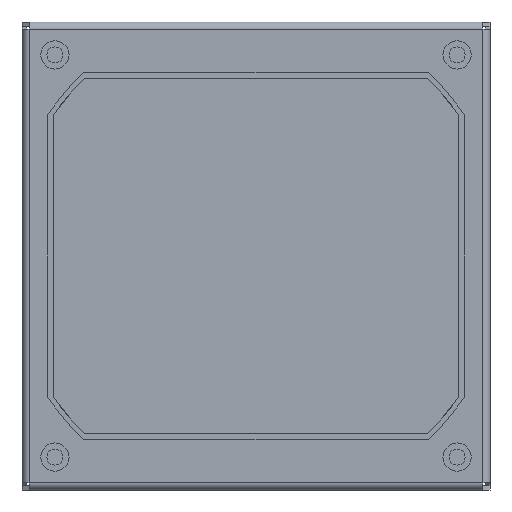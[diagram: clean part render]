
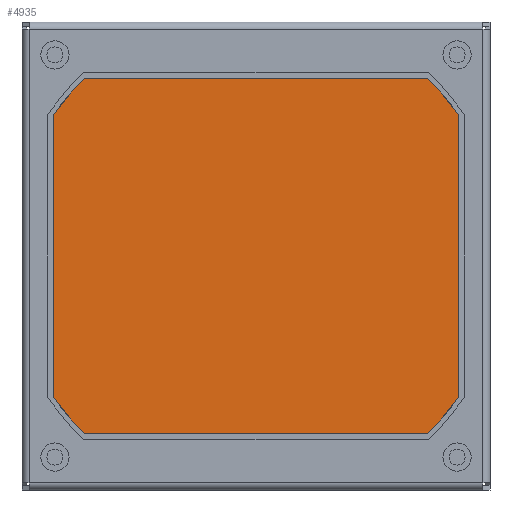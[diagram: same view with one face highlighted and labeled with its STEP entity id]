
A CAD part, front view. The second image highlights one B-rep face of the part: STEP entity #4935.
In plain terms, the highlighted planar face has unit normal (0, -1, 0).
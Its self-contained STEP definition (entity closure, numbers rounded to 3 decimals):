
#4396=DIRECTION('',(-1.,0.,0.));
#4397=VECTOR('',#4396,187.);
#4398=CARTESIAN_POINT('',(93.5,0.,93.5));
#4399=LINE('',#4398,#4397);
#4472=DIRECTION('',(1.,0.,0.));
#4473=VECTOR('',#4472,187.);
#4474=CARTESIAN_POINT('',(-93.5,0.,-93.5));
#4475=LINE('',#4474,#4473);
#4512=DIRECTION('',(0.,0.,1.));
#4513=VECTOR('',#4512,187.);
#4514=CARTESIAN_POINT('',(93.5,0.,-93.5));
#4515=LINE('',#4514,#4513);
#4692=DIRECTION('',(0.,0.,-1.));
#4693=VECTOR('',#4692,187.);
#4694=CARTESIAN_POINT('',(-93.5,0.,93.5));
#4695=LINE('',#4694,#4693);
#4808=CARTESIAN_POINT('',(93.5,0.,93.5));
#4809=CARTESIAN_POINT('',(-93.5,0.,93.5));
#4810=VERTEX_POINT('',#4808);
#4811=VERTEX_POINT('',#4809);
#4812=CARTESIAN_POINT('',(93.5,0.,-93.5));
#4813=VERTEX_POINT('',#4812);
#4814=CARTESIAN_POINT('',(-93.5,0.,-93.5));
#4815=VERTEX_POINT('',#4814);
#4920=CARTESIAN_POINT('',(0.,0.,0.));
#4921=DIRECTION('',(0.,1.,0.));
#4922=DIRECTION('',(1.,0.,0.));
#4923=AXIS2_PLACEMENT_3D('',#4920,#4921,#4922);
#4924=PLANE('',#4923);
#4926=ORIENTED_EDGE('',*,*,#4925,.F.);
#4928=ORIENTED_EDGE('',*,*,#4927,.F.);
#4930=ORIENTED_EDGE('',*,*,#4929,.F.);
#4932=ORIENTED_EDGE('',*,*,#4931,.F.);
#4933=EDGE_LOOP('',(#4926,#4928,#4930,#4932));
#4934=FACE_OUTER_BOUND('',#4933,.F.);
#4925=EDGE_CURVE('',#4810,#4811,#4399,.T.);
#4927=EDGE_CURVE('',#4813,#4810,#4515,.T.);
#4929=EDGE_CURVE('',#4815,#4813,#4475,.T.);
#4931=EDGE_CURVE('',#4811,#4815,#4695,.T.);
#4935=ADVANCED_FACE('',(#4934),#4924,.F.);
